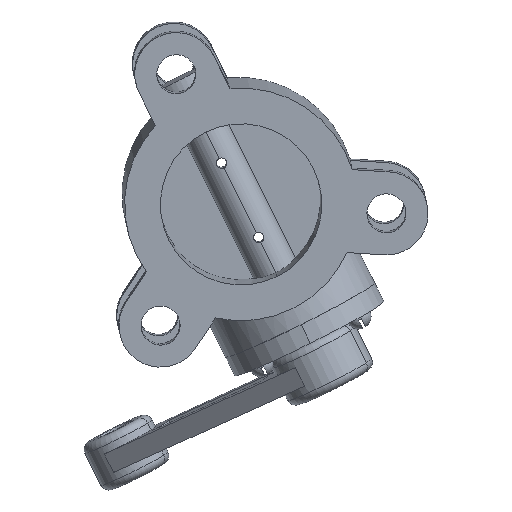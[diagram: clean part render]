
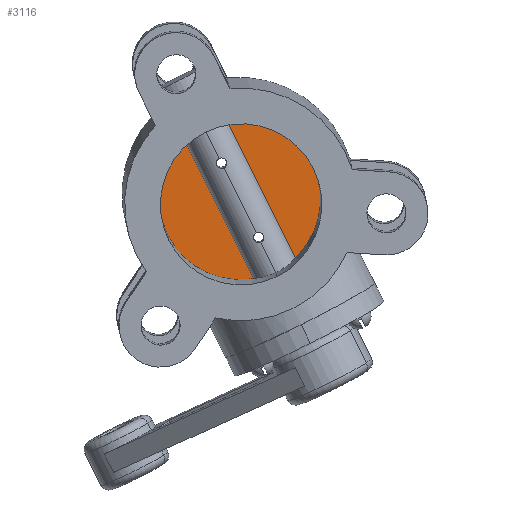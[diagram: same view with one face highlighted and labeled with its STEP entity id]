
A CAD part, front view. The second image highlights one B-rep face of the part: STEP entity #3116.
In plain terms, the highlighted face is planar.
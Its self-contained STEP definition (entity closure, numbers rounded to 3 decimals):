
#58 = AXIS2_PLACEMENT_3D ( 'NONE', #326, #4347, #5753 ) ;
#159 = CIRCLE ( 'NONE', #3173, 7.75 ) ;
#292 = DIRECTION ( 'NONE',  ( 0., 1., 0. ) ) ;
#326 = CARTESIAN_POINT ( 'NONE',  ( 0., 0., 0. ) ) ;
#456 = ORIENTED_EDGE ( 'NONE', *, *, #6402, .T. ) ;
#643 = EDGE_CURVE ( 'NONE', #3720, #1642, #3837, .T. ) ;
#782 = VERTEX_POINT ( 'NONE', #3709 ) ;
#829 = AXIS2_PLACEMENT_3D ( 'NONE', #1478, #3035, #1050 ) ;
#967 = CARTESIAN_POINT ( 'NONE',  ( 50., 0., -7.75 ) ) ;
#1050 = DIRECTION ( 'NONE',  ( 0., 0., 1. ) ) ;
#1176 = ORIENTED_EDGE ( 'NONE', *, *, #1640, .F. ) ;
#1215 = CIRCLE ( 'NONE', #3186, 7.75 ) ;
#1288 = DIRECTION ( 'NONE',  ( 0., 1., 0. ) ) ;
#1331 = CIRCLE ( 'NONE', #3821, 7.75 ) ;
#1390 = VERTEX_POINT ( 'NONE', #5164 ) ;
#1391 = CARTESIAN_POINT ( 'NONE',  ( -50., 0., 0. ) ) ;
#1427 = DIRECTION ( 'NONE',  ( 0., 0., 1. ) ) ;
#1457 = EDGE_CURVE ( 'NONE', #782, #5341, #1331, .T. ) ;
#1478 = CARTESIAN_POINT ( 'NONE',  ( 50., 0., 0. ) ) ;
#1513 = DIRECTION ( 'NONE',  ( 0., 0., 1. ) ) ;
#1640 = EDGE_CURVE ( 'NONE', #4136, #1390, #3091, .T. ) ;
#1642 = VERTEX_POINT ( 'NONE', #967 ) ;
#1789 = CARTESIAN_POINT ( 'NONE',  ( 50., 0., 0. ) ) ;
#1819 = PLANE ( 'NONE',  #58 ) ;
#2233 = EDGE_LOOP ( 'NONE', ( #3698, #1176 ) ) ;
#2754 = FACE_OUTER_BOUND ( 'NONE', #2233, .T. ) ;
#3035 = DIRECTION ( 'NONE',  ( 0., 1., 0. ) ) ;
#3091 = CIRCLE ( 'NONE', #5802, 96.9 ) ;
#3097 = EDGE_CURVE ( 'NONE', #1642, #3720, #159, .T. ) ;
#3116 = ADVANCED_FACE ( 'NONE', ( #2754, #5261, #4252 ), #1819, .F. ) ;
#3129 = CARTESIAN_POINT ( 'NONE',  ( 0., 0., 0. ) ) ;
#3173 = AXIS2_PLACEMENT_3D ( 'NONE', #1789, #292, #1427 ) ;
#3186 = AXIS2_PLACEMENT_3D ( 'NONE', #3905, #5381, #5898 ) ;
#3443 = AXIS2_PLACEMENT_3D ( 'NONE', #3129, #4473, #1513 ) ;
#3698 = ORIENTED_EDGE ( 'NONE', *, *, #4975, .F. ) ;
#3709 = CARTESIAN_POINT ( 'NONE',  ( -50., 0., -7.75 ) ) ;
#3720 = VERTEX_POINT ( 'NONE', #5873 ) ;
#3821 = AXIS2_PLACEMENT_3D ( 'NONE', #1391, #1288, #5854 ) ;
#3837 = CIRCLE ( 'NONE', #829, 7.75 ) ;
#3905 = CARTESIAN_POINT ( 'NONE',  ( -50., 0., 0. ) ) ;
#4121 = CARTESIAN_POINT ( 'NONE',  ( -50., 0., 7.75 ) ) ;
#4136 = VERTEX_POINT ( 'NONE', #5657 ) ;
#4207 = ORIENTED_EDGE ( 'NONE', *, *, #1457, .T. ) ;
#4252 = FACE_BOUND ( 'NONE', #5038, .T. ) ;
#4347 = DIRECTION ( 'NONE',  ( 0., 1., 0. ) ) ;
#4379 = CARTESIAN_POINT ( 'NONE',  ( 0., 0., 0. ) ) ;
#4473 = DIRECTION ( 'NONE',  ( 0., 1., 0. ) ) ;
#4626 = ORIENTED_EDGE ( 'NONE', *, *, #643, .T. ) ;
#4670 = EDGE_LOOP ( 'NONE', ( #5312, #4626 ) ) ;
#4975 = EDGE_CURVE ( 'NONE', #1390, #4136, #5730, .T. ) ;
#5038 = EDGE_LOOP ( 'NONE', ( #4207, #456 ) ) ;
#5164 = CARTESIAN_POINT ( 'NONE',  ( 0., 0., -96.9 ) ) ;
#5261 = FACE_BOUND ( 'NONE', #4670, .T. ) ;
#5312 = ORIENTED_EDGE ( 'NONE', *, *, #3097, .T. ) ;
#5341 = VERTEX_POINT ( 'NONE', #4121 ) ;
#5381 = DIRECTION ( 'NONE',  ( 0., 1., 0. ) ) ;
#5488 = DIRECTION ( 'NONE',  ( 0., 0., 1. ) ) ;
#5657 = CARTESIAN_POINT ( 'NONE',  ( 0., 0., 96.9 ) ) ;
#5730 = CIRCLE ( 'NONE', #3443, 96.9 ) ;
#5753 = DIRECTION ( 'NONE',  ( 0., 0., 1. ) ) ;
#5802 = AXIS2_PLACEMENT_3D ( 'NONE', #4379, #5977, #5488 ) ;
#5854 = DIRECTION ( 'NONE',  ( 0., 0., -1. ) ) ;
#5873 = CARTESIAN_POINT ( 'NONE',  ( 50., 0., 7.75 ) ) ;
#5898 = DIRECTION ( 'NONE',  ( 0., 0., -1. ) ) ;
#5977 = DIRECTION ( 'NONE',  ( 0., 1., 0. ) ) ;
#6402 = EDGE_CURVE ( 'NONE', #5341, #782, #1215, .T. ) ;
